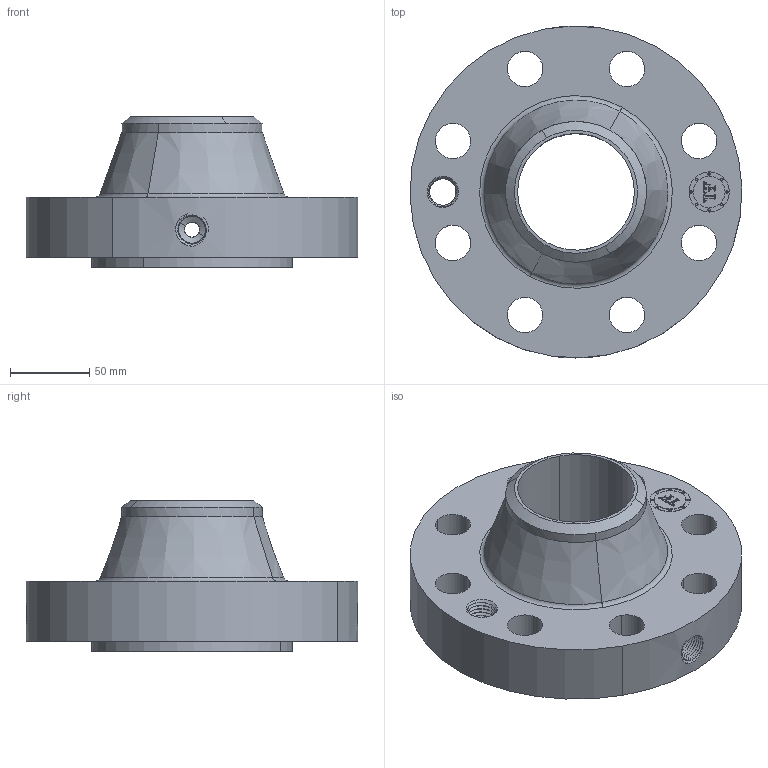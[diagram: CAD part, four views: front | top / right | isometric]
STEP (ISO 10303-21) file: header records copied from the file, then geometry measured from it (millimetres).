
FILE_DESCRIPTION(('3D STEP'),'2;1');
FILE_NAME('3-600-RF-WELD-NECK-XH-ORIF-FLANGE.stp','2013-10-26T23:30:00+00:00',('Texas Flange'),(''),'CATIA Version 5 Release 20 SP 6 (IN-10)','CATIA V5 STEP AP214','800-826-3801');
FILE_SCHEMA(('AUTOMOTIVE_DESIGN { 1 0 10303 214 1 1 1 1 }'));
Length unit declared in the file: inch
Products named in the file (1): 3-600-RF-WELD-NECK-XH-ORIF-FLANGE
Bounding box: 209.49 x 209.55 x 95.25 mm (x, y, z)
Volume: 1241733 mm3; surface area: 145749.4 mm2
Topology: 1 solids, 1 shells, 769 faces, 2089 edges, 1341 vertices
Faces by surface type: plane 369, bspline 254, cylinder 92, cone 48, revolution 4, torus 2
Entity records: 32350 total; most frequent: CARTESIAN_POINT 13200, ORIENTED_EDGE 4178, EDGE_CURVE 2089, DIRECTION 2067, VERTEX_POINT 1341, VECTOR 1181, LINE 1181, EDGE_LOOP 812
